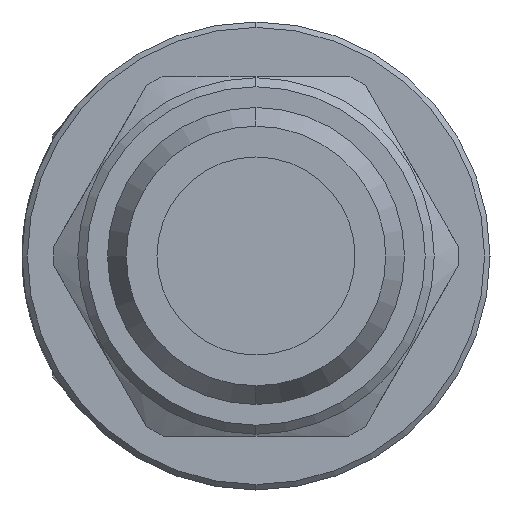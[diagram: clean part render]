
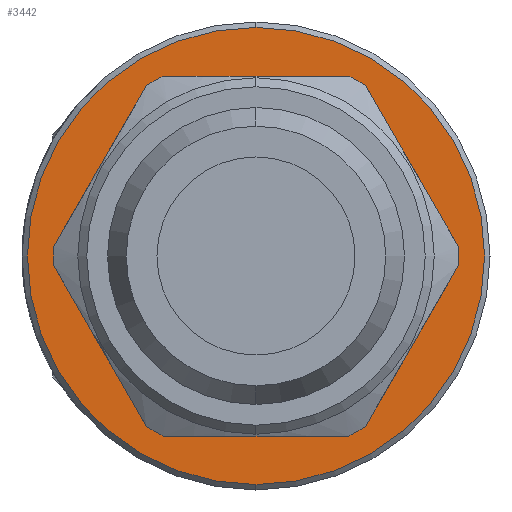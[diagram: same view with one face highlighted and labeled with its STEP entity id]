
A CAD part, left-side view. The second image highlights one B-rep face of the part: STEP entity #3442.
In plain terms, the highlighted planar face has unit normal (-1, 0, 0).
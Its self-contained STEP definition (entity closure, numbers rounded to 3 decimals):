
#294 = CARTESIAN_POINT ( 'NONE',  ( -34.8, 0., 0. ) ) ;
#295 = DIRECTION ( 'NONE',  ( -1., 0., 0. ) ) ;
#296 = DIRECTION ( 'NONE',  ( 0., 0., -1. ) ) ;
#721 = PLANE ( 'NONE',  #3867 ) ;
#722 = CARTESIAN_POINT ( 'NONE',  ( -34.8, 12.7, 0. ) ) ;
#723 = DIRECTION ( 'NONE',  ( 1., 0., 0. ) ) ;
#724 = DIRECTION ( 'NONE',  ( 0., 0., -1. ) ) ;
#907 = CARTESIAN_POINT ( 'NONE',  ( -34.8, 0., -9.9 ) ) ;
#908 = CARTESIAN_POINT ( 'NONE',  ( -34.8, 0., 9.9 ) ) ;
#1071 = VERTEX_POINT ( 'NONE', #908 ) ;
#1072 = VERTEX_POINT ( 'NONE', #907 ) ;
#1254 = EDGE_LOOP ( 'NONE', ( #2429, #2432 ) ) ;
#1256 = EDGE_LOOP ( 'NONE', ( #2427, #2431 ) ) ;
#1296 = FACE_OUTER_BOUND ( 'NONE', #1256, .T. ) ;
#1297 = FACE_BOUND ( 'NONE', #1254, .T. ) ;
#1875 = VERTEX_POINT ( 'NONE', #3329 ) ;
#1876 = VERTEX_POINT ( 'NONE', #3330 ) ;
#2348 = EDGE_CURVE ( 'NONE', #1876, #1875, #4016, .T. ) ;
#2427 = ORIENTED_EDGE ( 'NONE', *, *, #3355, .T. ) ;
#2429 = ORIENTED_EDGE ( 'NONE', *, *, #4472, .F. ) ;
#2431 = ORIENTED_EDGE ( 'NONE', *, *, #2348, .T. ) ;
#2432 = ORIENTED_EDGE ( 'NONE', *, *, #3356, .F. ) ;
#2522 = CARTESIAN_POINT ( 'NONE',  ( -34.8, 0., 0. ) ) ;
#2523 = DIRECTION ( 'NONE',  ( -1., 0., 0. ) ) ;
#2524 = DIRECTION ( 'NONE',  ( 0., 0., 1. ) ) ;
#2525 = CARTESIAN_POINT ( 'NONE',  ( -34.8, 0., 0. ) ) ;
#2526 = DIRECTION ( 'NONE',  ( -1., 0., 0. ) ) ;
#2527 = DIRECTION ( 'NONE',  ( 0., 0., -1. ) ) ;
#3011 = CARTESIAN_POINT ( 'NONE',  ( -34.8, 0., 0. ) ) ;
#3012 = DIRECTION ( 'NONE',  ( -1., 0., 0. ) ) ;
#3013 = DIRECTION ( 'NONE',  ( 0., 0., 1. ) ) ;
#3329 = CARTESIAN_POINT ( 'NONE',  ( -34.8, 0., -12.7 ) ) ;
#3330 = CARTESIAN_POINT ( 'NONE',  ( -34.8, 0., 12.7 ) ) ;
#3355 = EDGE_CURVE ( 'NONE', #1875, #1876, #3988, .T. ) ;
#3356 = EDGE_CURVE ( 'NONE', #1071, #1072, #3993, .T. ) ;
#3442 = ADVANCED_FACE ( 'NONE', ( #1296, #1297 ), #721, .F. ) ;
#3614 = AXIS2_PLACEMENT_3D ( 'NONE', #294, #295, #296 ) ;
#3616 = CIRCLE ( 'NONE', #3614, 9.9 ) ;
#3867 = AXIS2_PLACEMENT_3D ( 'NONE', #722, #723, #724 ) ;
#3984 = AXIS2_PLACEMENT_3D ( 'NONE', #2525, #2526, #2527 ) ;
#3986 = AXIS2_PLACEMENT_3D ( 'NONE', #2522, #2523, #2524 ) ;
#3988 = CIRCLE ( 'NONE', #3986, 12.7 ) ;
#3993 = CIRCLE ( 'NONE', #3984, 9.9 ) ;
#4011 = AXIS2_PLACEMENT_3D ( 'NONE', #3011, #3012, #3013 ) ;
#4016 = CIRCLE ( 'NONE', #4011, 12.7 ) ;
#4472 = EDGE_CURVE ( 'NONE', #1072, #1071, #3616, .T. ) ;
